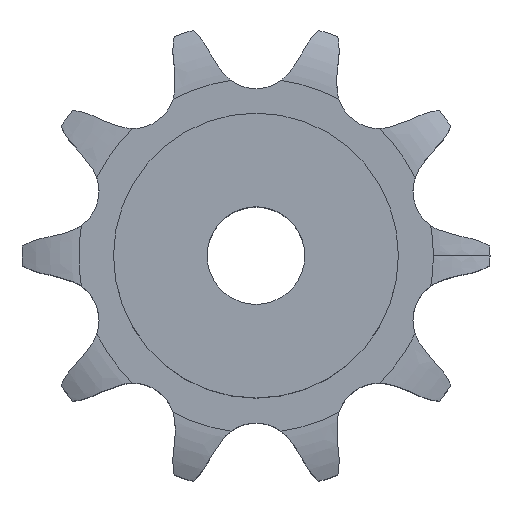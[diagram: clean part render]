
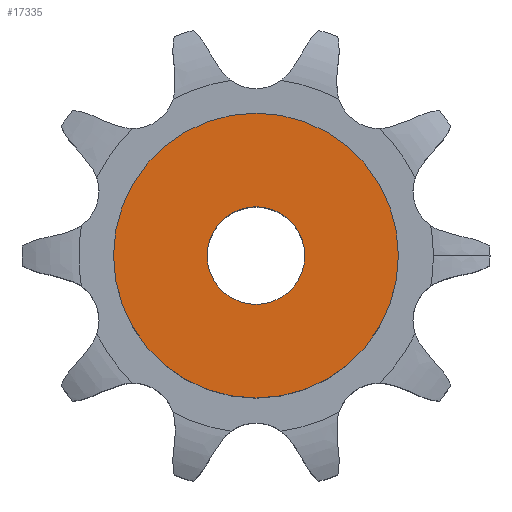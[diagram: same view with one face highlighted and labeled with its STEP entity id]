
A CAD part, top view. The second image highlights one B-rep face of the part: STEP entity #17335.
In plain terms, the highlighted planar face has unit normal (0, 0, 1).
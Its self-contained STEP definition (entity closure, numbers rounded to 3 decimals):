
#9358 = CYLINDRICAL_SURFACE('',#9359,6.);
#9359 = AXIS2_PLACEMENT_3D('',#9360,#9361,#9362);
#9360 = CARTESIAN_POINT('',(0.,0.,103.548));
#9361 = DIRECTION('',(0.,0.,1.));
#9362 = DIRECTION('',(1.,0.,0.));
#11906 = EDGE_CURVE('',#11907,#11907,#11909,.T.);
#11907 = VERTEX_POINT('',#11908);
#11908 = CARTESIAN_POINT('',(6.,0.,40.));
#11909 = SURFACE_CURVE('',#11910,(#11915,#11922),.PCURVE_S1.);
#11910 = CIRCLE('',#11911,6.);
#11911 = AXIS2_PLACEMENT_3D('',#11912,#11913,#11914);
#11912 = CARTESIAN_POINT('',(0.,0.,40.));
#11913 = DIRECTION('',(0.,0.,1.));
#11914 = DIRECTION('',(1.,0.,0.));
#11915 = PCURVE('',#9358,#11916);
#11916 = DEFINITIONAL_REPRESENTATION('',(#11917),#11921);
#11917 = LINE('',#11918,#11919);
#11918 = CARTESIAN_POINT('',(0.,-63.548));
#11919 = VECTOR('',#11920,1.);
#11920 = DIRECTION('',(1.,0.));
#11921 = ( GEOMETRIC_REPRESENTATION_CONTEXT(2) 
PARAMETRIC_REPRESENTATION_CONTEXT() REPRESENTATION_CONTEXT('2D SPACE',''
  ) );
#11922 = PCURVE('',#11923,#11928);
#11923 = PLANE('',#11924);
#11924 = AXIS2_PLACEMENT_3D('',#11925,#11926,#11927);
#11925 = CARTESIAN_POINT('',(0.,0.,40.)
  );
#11926 = DIRECTION('',(0.,0.,1.));
#11927 = DIRECTION('',(1.,0.,0.));
#11928 = DEFINITIONAL_REPRESENTATION('',(#11929),#11933);
#11929 = CIRCLE('',#11930,6.);
#11930 = AXIS2_PLACEMENT_2D('',#11931,#11932);
#11931 = CARTESIAN_POINT('',(0.,0.));
#11932 = DIRECTION('',(1.,0.));
#11933 = ( GEOMETRIC_REPRESENTATION_CONTEXT(2) 
PARAMETRIC_REPRESENTATION_CONTEXT() REPRESENTATION_CONTEXT('2D SPACE',''
  ) );
#17335 = ADVANCED_FACE('',(#17336,#17367),#11923,.T.);
#17336 = FACE_BOUND('',#17337,.T.);
#17337 = EDGE_LOOP('',(#17338));
#17338 = ORIENTED_EDGE('',*,*,#17339,.T.);
#17339 = EDGE_CURVE('',#17340,#17340,#17342,.T.);
#17340 = VERTEX_POINT('',#17341);
#17341 = CARTESIAN_POINT('',(17.5,0.,40.));
#17342 = SURFACE_CURVE('',#17343,(#17348,#17355),.PCURVE_S1.);
#17343 = CIRCLE('',#17344,17.5);
#17344 = AXIS2_PLACEMENT_3D('',#17345,#17346,#17347);
#17345 = CARTESIAN_POINT('',(0.,0.,40.));
#17346 = DIRECTION('',(0.,0.,1.));
#17347 = DIRECTION('',(1.,0.,0.));
#17348 = PCURVE('',#11923,#17349);
#17349 = DEFINITIONAL_REPRESENTATION('',(#17350),#17354);
#17350 = CIRCLE('',#17351,17.5);
#17351 = AXIS2_PLACEMENT_2D('',#17352,#17353);
#17352 = CARTESIAN_POINT('',(0.,0.));
#17353 = DIRECTION('',(1.,0.));
#17354 = ( GEOMETRIC_REPRESENTATION_CONTEXT(2) 
PARAMETRIC_REPRESENTATION_CONTEXT() REPRESENTATION_CONTEXT('2D SPACE',''
  ) );
#17355 = PCURVE('',#17356,#17361);
#17356 = CYLINDRICAL_SURFACE('',#17357,17.5);
#17357 = AXIS2_PLACEMENT_3D('',#17358,#17359,#17360);
#17358 = CARTESIAN_POINT('',(0.,0.,0.));
#17359 = DIRECTION('',(-0.,-0.,-1.));
#17360 = DIRECTION('',(1.,0.,0.));
#17361 = DEFINITIONAL_REPRESENTATION('',(#17362),#17366);
#17362 = LINE('',#17363,#17364);
#17363 = CARTESIAN_POINT('',(-0.,-40.));
#17364 = VECTOR('',#17365,1.);
#17365 = DIRECTION('',(-1.,0.));
#17366 = ( GEOMETRIC_REPRESENTATION_CONTEXT(2) 
PARAMETRIC_REPRESENTATION_CONTEXT() REPRESENTATION_CONTEXT('2D SPACE',''
  ) );
#17367 = FACE_BOUND('',#17368,.T.);
#17368 = EDGE_LOOP('',(#17369));
#17369 = ORIENTED_EDGE('',*,*,#11906,.F.);
